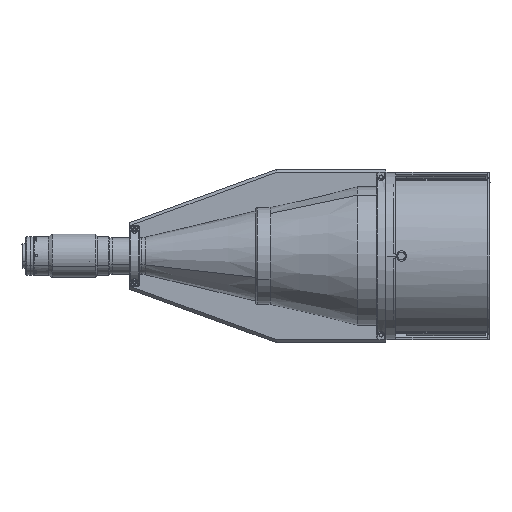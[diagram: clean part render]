
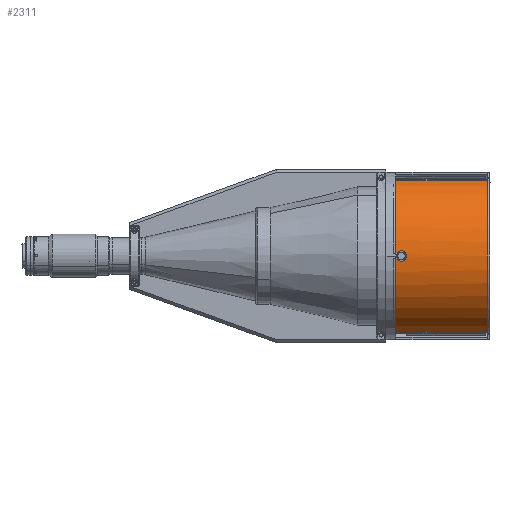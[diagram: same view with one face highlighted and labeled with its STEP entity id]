
A CAD part, left-side view. The second image highlights one B-rep face of the part: STEP entity #2311.
In plain terms, the highlighted cylindrical face has radius 85 mm (diameter 170 mm), a partial arc.
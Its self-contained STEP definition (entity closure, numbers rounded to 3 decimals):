
#11 = VERTEX_POINT ( 'NONE', #28629 ) ;
#1270 = CARTESIAN_POINT ( 'NONE',  ( -311.06, -95.18, 2.309 ) ) ;
#1492 = CARTESIAN_POINT ( 'NONE',  ( -226.062, -85.519, 3.024 ) ) ;
#1661 = ORIENTED_EDGE ( 'NONE', *, *, #15942, .F. ) ;
#1803 = CARTESIAN_POINT ( 'NONE',  ( -311.062, -95.269, 3.201 ) ) ;
#2168 = CIRCLE ( 'NONE', #30830, 85. ) ;
#2311 = ADVANCED_FACE ( 'NONE', ( #8085 ), #26400, .T. ) ;
#2794 = EDGE_CURVE ( 'NONE', #23860, #25673, #22479, .T. ) ;
#2868 = DIRECTION ( 'NONE',  ( 0., -1., 0. ) ) ;
#3049 = ORIENTED_EDGE ( 'NONE', *, *, #33706, .F. ) ;
#3740 = CARTESIAN_POINT ( 'NONE',  ( -311.054, -94.991, 4.24 ) ) ;
#3914 = CARTESIAN_POINT ( 'NONE',  ( -311.054, -94.99, 1.805 ) ) ;
#4084 = CARTESIAN_POINT ( 'NONE',  ( -311.058, -95.127, 2.136 ) ) ;
#4338 = VERTEX_POINT ( 'NONE', #25230 ) ;
#4427 = CARTESIAN_POINT ( 'NONE',  ( -311.034, -94.197, 5.209 ) ) ;
#6004 = VERTEX_POINT ( 'NONE', #7212 ) ;
#6379 = VECTOR ( 'NONE', #2868, 1000. ) ;
#6999 = EDGE_CURVE ( 'NONE', #10348, #11, #17672, .T. ) ;
#7017 = LINE ( 'NONE', #15316, #33120 ) ;
#7212 = CARTESIAN_POINT ( 'NONE',  ( -257.904, -184.519, 81.834 ) ) ;
#7738 = CARTESIAN_POINT ( 'NONE',  ( -226.062, -184.519, 3.024 ) ) ;
#8085 = FACE_OUTER_BOUND ( 'NONE', #24449, .T. ) ;
#8426 = CARTESIAN_POINT ( 'NONE',  ( -257.904, -85.519, 81.834 ) ) ;
#8508 = CARTESIAN_POINT ( 'NONE',  ( -311.018, -184.519, 0.274 ) ) ;
#8698 = EDGE_CURVE ( 'NONE', #6004, #31215, #9606, .T. ) ;
#9362 = CARTESIAN_POINT ( 'NONE',  ( -311.021, -93.234, 5.685 ) ) ;
#9606 = LINE ( 'NONE', #25635, #34518 ) ;
#9710 = CARTESIAN_POINT ( 'NONE',  ( -311.043, -94.593, 4.838 ) ) ;
#9880 = CARTESIAN_POINT ( 'NONE',  ( -311.026, -93.739, 5.495 ) ) ;
#10348 = VERTEX_POINT ( 'NONE', #14535 ) ;
#10467 = ORIENTED_EDGE ( 'NONE', *, *, #14225, .F. ) ;
#12021 = CARTESIAN_POINT ( 'NONE',  ( -311.029, -93.896, 0.637 ) ) ;
#12474 = EDGE_CURVE ( 'NONE', #31215, #22895, #33640, .T. ) ;
#12541 = CARTESIAN_POINT ( 'NONE',  ( -311.037, -94.336, 5.095 ) ) ;
#13039 = DIRECTION ( 'NONE',  ( 0., 1., 0. ) ) ;
#13449 = ORIENTED_EDGE ( 'NONE', *, *, #2794, .T. ) ;
#14225 = EDGE_CURVE ( 'NONE', #6004, #4338, #2168, .T. ) ;
#14498 = CARTESIAN_POINT ( 'NONE',  ( -311.051, -94.905, 4.401 ) ) ;
#14535 = CARTESIAN_POINT ( 'NONE',  ( -311.018, -92.519, 0.274 ) ) ;
#14679 = CARTESIAN_POINT ( 'NONE',  ( -311.06, -95.181, 3.736 ) ) ;
#14852 = CARTESIAN_POINT ( 'NONE',  ( -311.062, -95.251, 3.383 ) ) ;
#15234 = ORIENTED_EDGE ( 'NONE', *, *, #6999, .F. ) ;
#15316 = CARTESIAN_POINT ( 'NONE',  ( -257.904, -184.519, -75.787 ) ) ;
#15626 = CARTESIAN_POINT ( 'NONE',  ( -311.018, -85.519, 0.274 ) ) ;
#15855 = DIRECTION ( 'NONE',  ( 1., 0., 0. ) ) ;
#15942 = EDGE_CURVE ( 'NONE', #23860, #10348, #32771, .T. ) ;
#16459 = CARTESIAN_POINT ( 'NONE',  ( -311.018, -92.7, 0.274 ) ) ;
#16967 = CARTESIAN_POINT ( 'NONE',  ( -311.018, -92.879, 0.291 ) ) ;
#17353 = DIRECTION ( 'NONE',  ( 0., -1., 0. ) ) ;
#17403 = AXIS2_PLACEMENT_3D ( 'NONE', #7738, #13039, #15855 ) ;
#17408 = DIRECTION ( 'NONE',  ( -1., 0., 0. ) ) ;
#17672 = B_SPLINE_CURVE_WITH_KNOTS ( 'NONE', 3,
 ( #21739, #16459, #16967, #27175, #22411, #27676, #12021, #25911, #28208, #22759, #23278, #31201, #3914, #4084, #1270, #28542, #22575, #1803, #14852, #14679, #25567, #3740, #14498, #31026, #9710, #12541, #4427, #33997, #9880, #23105, #9362, #27845, #25392, #28378 ),
 .UNSPECIFIED., .F., .F.,
 ( 4, 2, 2, 2, 2, 2, 2, 2, 2, 2, 2, 2, 2, 2, 2, 2, 4 ),
 ( 0., 0.001, 0.001, 0.002, 0.002, 0.003, 0.003, 0.004, 0.004, 0.005, 0.005, 0.006, 0.006, 0.007, 0.008, 0.008, 0.009 ),
 .UNSPECIFIED. ) ;
#17777 = DIRECTION ( 'NONE',  ( 0., 1., 0. ) ) ;
#18504 = AXIS2_PLACEMENT_3D ( 'NONE', #33398, #30768, #17408 ) ;
#20369 = DIRECTION ( 'NONE',  ( 0., 1., 0. ) ) ;
#21688 = CARTESIAN_POINT ( 'NONE',  ( -311.018, -85.519, 5.774 ) ) ;
#21739 = CARTESIAN_POINT ( 'NONE',  ( -311.018, -92.519, 0.274 ) ) ;
#22411 = CARTESIAN_POINT ( 'NONE',  ( -311.022, -93.405, 0.414 ) ) ;
#22479 = CIRCLE ( 'NONE', #34281, 85. ) ;
#22575 = CARTESIAN_POINT ( 'NONE',  ( -311.062, -95.268, 2.842 ) ) ;
#22759 = CARTESIAN_POINT ( 'NONE',  ( -311.043, -94.59, 1.206 ) ) ;
#22895 = VERTEX_POINT ( 'NONE', #21688 ) ;
#23105 = CARTESIAN_POINT ( 'NONE',  ( -311.022, -93.406, 5.633 ) ) ;
#23278 = CARTESIAN_POINT ( 'NONE',  ( -311.046, -94.704, 1.344 ) ) ;
#23860 = VERTEX_POINT ( 'NONE', #15626 ) ;
#24449 = EDGE_LOOP ( 'NONE', ( #15234, #1661, #13449, #3049, #10467, #27425, #33930, #26402 ) ) ;
#24951 = LINE ( 'NONE', #25462, #29790 ) ;
#25230 = CARTESIAN_POINT ( 'NONE',  ( -257.904, -184.519, -75.787 ) ) ;
#25392 = CARTESIAN_POINT ( 'NONE',  ( -311.018, -92.7, 5.774 ) ) ;
#25462 = CARTESIAN_POINT ( 'NONE',  ( -311.018, -184.519, 5.774 ) ) ;
#25567 = CARTESIAN_POINT ( 'NONE',  ( -311.058, -95.129, 3.907 ) ) ;
#25635 = CARTESIAN_POINT ( 'NONE',  ( -257.904, -184.519, 81.834 ) ) ;
#25673 = VERTEX_POINT ( 'NONE', #25758 ) ;
#25758 = CARTESIAN_POINT ( 'NONE',  ( -257.904, -85.519, -75.787 ) ) ;
#25911 = CARTESIAN_POINT ( 'NONE',  ( -311.034, -94.195, 0.836 ) ) ;
#26400 = CYLINDRICAL_SURFACE ( 'NONE', #17403, 85. ) ;
#26402 = ORIENTED_EDGE ( 'NONE', *, *, #34112, .F. ) ;
#27175 = CARTESIAN_POINT ( 'NONE',  ( -311.021, -93.23, 0.361 ) ) ;
#27187 = DIRECTION ( 'NONE',  ( 0., -1., 0. ) ) ;
#27425 = ORIENTED_EDGE ( 'NONE', *, *, #8698, .T. ) ;
#27676 = CARTESIAN_POINT ( 'NONE',  ( -311.026, -93.738, 0.552 ) ) ;
#27845 = CARTESIAN_POINT ( 'NONE',  ( -311.018, -92.882, 5.755 ) ) ;
#28208 = CARTESIAN_POINT ( 'NONE',  ( -311.037, -94.336, 0.952 ) ) ;
#28378 = CARTESIAN_POINT ( 'NONE',  ( -311.018, -92.519, 5.774 ) ) ;
#28542 = CARTESIAN_POINT ( 'NONE',  ( -311.062, -95.251, 2.664 ) ) ;
#28629 = CARTESIAN_POINT ( 'NONE',  ( -311.018, -92.519, 5.774 ) ) ;
#29477 = DIRECTION ( 'NONE',  ( -1., 0., 0. ) ) ;
#29790 = VECTOR ( 'NONE', #30219, 1000. ) ;
#29991 = CARTESIAN_POINT ( 'NONE',  ( -226.062, -184.519, 3.024 ) ) ;
#30219 = DIRECTION ( 'NONE',  ( 0., 1., 0. ) ) ;
#30768 = DIRECTION ( 'NONE',  ( 0., -1., 0. ) ) ;
#30830 = AXIS2_PLACEMENT_3D ( 'NONE', #29991, #27187, #29477 ) ;
#30888 = DIRECTION ( 'NONE',  ( -1., 0., 0. ) ) ;
#31026 = CARTESIAN_POINT ( 'NONE',  ( -311.046, -94.706, 4.699 ) ) ;
#31201 = CARTESIAN_POINT ( 'NONE',  ( -311.051, -94.905, 1.645 ) ) ;
#31215 = VERTEX_POINT ( 'NONE', #8426 ) ;
#32771 = LINE ( 'NONE', #8508, #6379 ) ;
#33120 = VECTOR ( 'NONE', #17777, 1000. ) ;
#33398 = CARTESIAN_POINT ( 'NONE',  ( -226.062, -85.519, 3.024 ) ) ;
#33640 = CIRCLE ( 'NONE', #18504, 85. ) ;
#33706 = EDGE_CURVE ( 'NONE', #4338, #25673, #7017, .T. ) ;
#33930 = ORIENTED_EDGE ( 'NONE', *, *, #12474, .T. ) ;
#33997 = CARTESIAN_POINT ( 'NONE',  ( -311.029, -93.9, 5.408 ) ) ;
#34112 = EDGE_CURVE ( 'NONE', #11, #22895, #24951, .T. ) ;
#34281 = AXIS2_PLACEMENT_3D ( 'NONE', #1492, #17353, #30888 ) ;
#34518 = VECTOR ( 'NONE', #20369, 1000. ) ;
